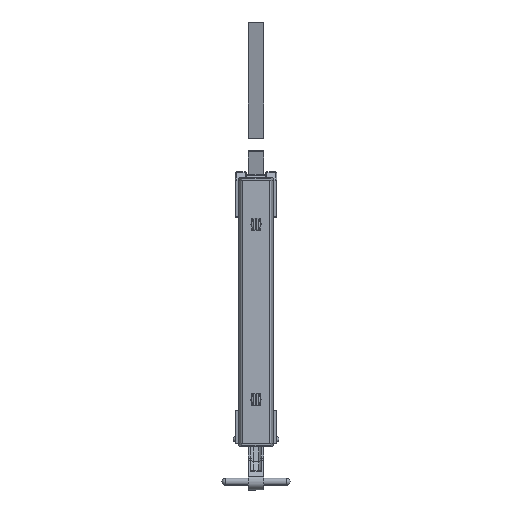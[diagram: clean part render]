
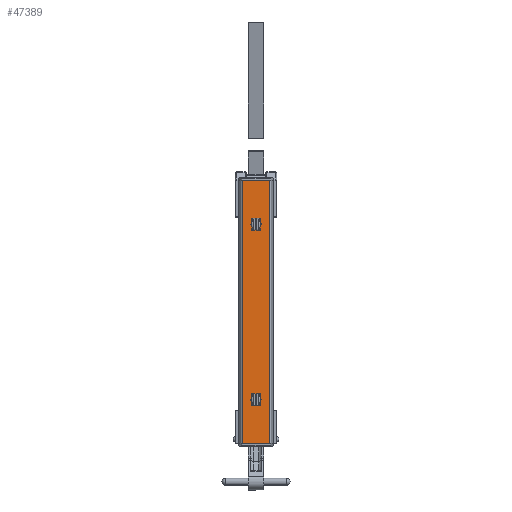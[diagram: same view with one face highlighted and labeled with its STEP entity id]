
A CAD part, front view. The second image highlights one B-rep face of the part: STEP entity #47389.
In plain terms, the highlighted planar face has unit normal (0, -1, 0).
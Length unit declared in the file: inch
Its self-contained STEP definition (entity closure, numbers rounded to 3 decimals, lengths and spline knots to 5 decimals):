
#204 = DIRECTION ( 'NONE',  ( 1., 0., 0. ) ) ;
#1726 = VECTOR ( 'NONE', #204, 39.37008 ) ;
#2278 = EDGE_CURVE ( 'NONE', #83261, #43477, #98916, .T. ) ;
#4726 = VERTEX_POINT ( 'NONE', #44186 ) ;
#5238 = AXIS2_PLACEMENT_3D ( 'NONE', #17862, #50595, #101073 ) ;
#5401 = AXIS2_PLACEMENT_3D ( 'NONE', #81110, #72519, #40822 ) ;
#7886 = DIRECTION ( 'NONE',  ( 0., 1., 0. ) ) ;
#8170 = CARTESIAN_POINT ( 'NONE',  ( -0.15625, 0., -4. ) ) ;
#9906 = ORIENTED_EDGE ( 'NONE', *, *, #2278, .F. ) ;
#12246 = ORIENTED_EDGE ( 'NONE', *, *, #52087, .F. ) ;
#13842 = VECTOR ( 'NONE', #64815, 39.37008 ) ;
#16431 = DIRECTION ( 'NONE',  ( -1., 0., 0. ) ) ;
#17862 = CARTESIAN_POINT ( 'NONE',  ( -0.62546, 0., -6. ) ) ;
#18225 = DIRECTION ( 'NONE',  ( 0., 1., 0. ) ) ;
#18387 = FACE_BOUND ( 'NONE', #83374, .T. ) ;
#19645 = CARTESIAN_POINT ( 'NONE',  ( -0.15625, 0., 4. ) ) ;
#19789 = DIRECTION ( 'NONE',  ( 0., 1., 0. ) ) ;
#22011 = VERTEX_POINT ( 'NONE', #19645 ) ;
#22450 = CARTESIAN_POINT ( 'NONE',  ( 0.62546, 0., -6. ) ) ;
#22970 = CARTESIAN_POINT ( 'NONE',  ( -0.62546, 0., -6. ) ) ;
#25758 = EDGE_LOOP ( 'NONE', ( #9906, #12246, #99696, #38449 ) ) ;
#29130 = CARTESIAN_POINT ( 'NONE',  ( 0.62546, 0., 6. ) ) ;
#32383 = CIRCLE ( 'NONE', #106134, 0.15625 ) ;
#34330 = VECTOR ( 'NONE', #64700, 39.37008 ) ;
#38232 = EDGE_CURVE ( 'NONE', #86658, #43477, #96033, .T. ) ;
#38449 = ORIENTED_EDGE ( 'NONE', *, *, #38232, .T. ) ;
#40126 = LINE ( 'NONE', #22970, #48317 ) ;
#40482 = ORIENTED_EDGE ( 'NONE', *, *, #42138, .T. ) ;
#40822 = DIRECTION ( 'NONE',  ( -1., 0., 0. ) ) ;
#41305 = DIRECTION ( 'NONE',  ( -1., 0., 0. ) ) ;
#42138 = EDGE_CURVE ( 'NONE', #57080, #78585, #43368, .T. ) ;
#43368 = CIRCLE ( 'NONE', #75925, 0.15625 ) ;
#43477 = VERTEX_POINT ( 'NONE', #29130 ) ;
#44186 = CARTESIAN_POINT ( 'NONE',  ( 0.15625, 0., 4. ) ) ;
#45073 = EDGE_CURVE ( 'NONE', #22011, #4726, #32383, .T. ) ;
#47389 = ADVANCED_FACE ( 'NONE', ( #91941, #18387, #68288 ), #66689, .T. ) ;
#47782 = CARTESIAN_POINT ( 'NONE',  ( 0., 0., 4. ) ) ;
#48317 = VECTOR ( 'NONE', #55730, 39.37008 ) ;
#48430 = EDGE_CURVE ( 'NONE', #78585, #57080, #70457, .T. ) ;
#48659 = VERTEX_POINT ( 'NONE', #102024 ) ;
#50324 = ORIENTED_EDGE ( 'NONE', *, *, #57197, .T. ) ;
#50595 = DIRECTION ( 'NONE',  ( 0., -1., 0. ) ) ;
#51213 = ORIENTED_EDGE ( 'NONE', *, *, #45073, .T. ) ;
#52087 = EDGE_CURVE ( 'NONE', #48659, #83261, #40126, .T. ) ;
#53647 = EDGE_CURVE ( 'NONE', #48659, #86658, #95920, .T. ) ;
#55730 = DIRECTION ( 'NONE',  ( 0., 0., 1. ) ) ;
#57080 = VERTEX_POINT ( 'NONE', #57402 ) ;
#57197 = EDGE_CURVE ( 'NONE', #4726, #22011, #92754, .T. ) ;
#57402 = CARTESIAN_POINT ( 'NONE',  ( 0.15625, 0., -4. ) ) ;
#59179 = CARTESIAN_POINT ( 'NONE',  ( -0.62546, 0., 6. ) ) ;
#64700 = DIRECTION ( 'NONE',  ( 1., 0., 0. ) ) ;
#64815 = DIRECTION ( 'NONE',  ( 0., 0., 1. ) ) ;
#66689 = PLANE ( 'NONE',  #5238 ) ;
#66966 = AXIS2_PLACEMENT_3D ( 'NONE', #76124, #19789, #77726 ) ;
#68288 = FACE_OUTER_BOUND ( 'NONE', #25758, .T. ) ;
#70457 = CIRCLE ( 'NONE', #5401, 0.15625 ) ;
#72519 = DIRECTION ( 'NONE',  ( 0., 1., 0. ) ) ;
#73256 = CARTESIAN_POINT ( 'NONE',  ( -0.62546, 0., -6. ) ) ;
#75925 = AXIS2_PLACEMENT_3D ( 'NONE', #81370, #7886, #16431 ) ;
#76124 = CARTESIAN_POINT ( 'NONE',  ( 0., 0., 4. ) ) ;
#77726 = DIRECTION ( 'NONE',  ( -1., 0., 0. ) ) ;
#78585 = VERTEX_POINT ( 'NONE', #8170 ) ;
#81110 = CARTESIAN_POINT ( 'NONE',  ( 0., 0., -4. ) ) ;
#81370 = CARTESIAN_POINT ( 'NONE',  ( 0., 0., -4. ) ) ;
#83261 = VERTEX_POINT ( 'NONE', #100094 ) ;
#83374 = EDGE_LOOP ( 'NONE', ( #95404, #40482 ) ) ;
#85170 = EDGE_LOOP ( 'NONE', ( #51213, #50324 ) ) ;
#86658 = VERTEX_POINT ( 'NONE', #105735 ) ;
#91941 = FACE_BOUND ( 'NONE', #85170, .T. ) ;
#92754 = CIRCLE ( 'NONE', #66966, 0.15625 ) ;
#95404 = ORIENTED_EDGE ( 'NONE', *, *, #48430, .T. ) ;
#95920 = LINE ( 'NONE', #73256, #34330 ) ;
#96033 = LINE ( 'NONE', #22450, #13842 ) ;
#98916 = LINE ( 'NONE', #59179, #1726 ) ;
#99696 = ORIENTED_EDGE ( 'NONE', *, *, #53647, .T. ) ;
#100094 = CARTESIAN_POINT ( 'NONE',  ( -0.62546, 0., 6. ) ) ;
#101073 = DIRECTION ( 'NONE',  ( 1., 0., 0. ) ) ;
#102024 = CARTESIAN_POINT ( 'NONE',  ( -0.62546, 0., -6. ) ) ;
#105735 = CARTESIAN_POINT ( 'NONE',  ( 0.62546, 0., -6. ) ) ;
#106134 = AXIS2_PLACEMENT_3D ( 'NONE', #47782, #18225, #41305 ) ;
